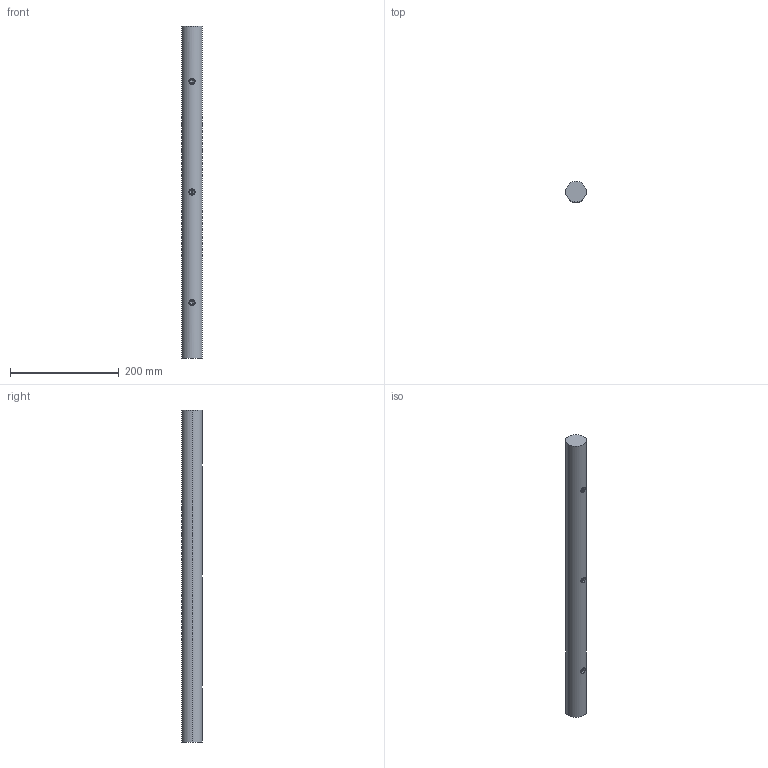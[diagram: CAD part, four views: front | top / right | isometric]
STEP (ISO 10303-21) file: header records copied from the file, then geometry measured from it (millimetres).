
FILE_DESCRIPTION (( 'STEP AP214' ), '1' );
FILE_NAME ('ShaftRailAssembly_2531E23F0F.step', '2021-09-28T12:14:32', ( '' ), ( '' ), 'SwSTEP 2.0', 'SolidWorks 2019', '' );
FILE_SCHEMA (( 'AUTOMOTIVE_DESIGN' ));
Length unit declared in the file: inch
Products named in the file (3): FQbHnONXft_CADModel_0; ShaftRailAssembly_2531E23F0F
Assembly tree (1 placements, depth 2):
  FQbHnONXft_CADModel_0
  ShaftRailAssembly_2531E23F0F
    FQbHnONXft_CADModel_0
Bounding box: 38.1 x 38.1 x 609.6 mm (x, y, z)
Volume: 690078.5 mm3; surface area: 77428.1 mm2
Topology: 1 solids, 1 shells, 25 faces, 54 edges, 31 vertices
Faces by surface type: cylinder 14, cone 6, plane 5
Entity records: 1282 total; most frequent: CARTESIAN_POINT 349, DIRECTION 124, ORIENTED_EDGE 96, AXIS2_PLACEMENT_3D 52, EDGE_CURVE 48, VERTEX_POINT 31, EDGE_LOOP 31, DIMENSIONAL_EXPONENTS 29
